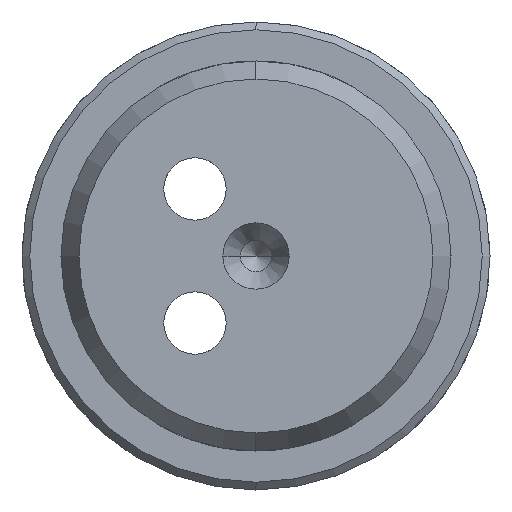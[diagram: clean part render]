
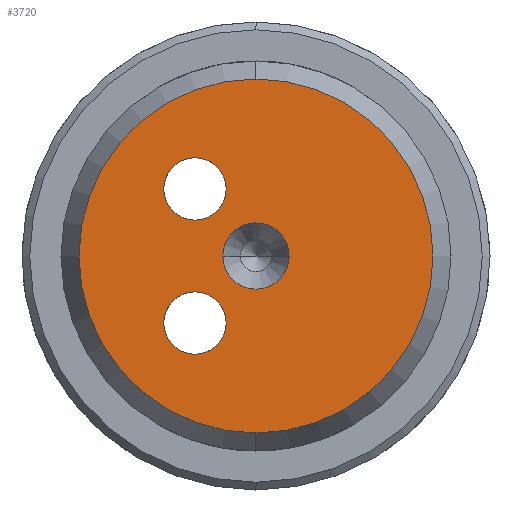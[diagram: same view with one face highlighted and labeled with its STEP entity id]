
A CAD part, left-side view. The second image highlights one B-rep face of the part: STEP entity #3720.
In plain terms, the highlighted planar face has unit normal (-1, 0, 0).
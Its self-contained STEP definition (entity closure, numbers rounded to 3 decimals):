
#19 = CARTESIAN_POINT ( 'NONE',  ( -129., 12.5, 0. ) ) ;
#58 = DIRECTION ( 'NONE',  ( 0., 0., -1. ) ) ;
#60 = EDGE_CURVE ( 'NONE', #1032, #1320, #3249, .T. ) ;
#84 = EDGE_CURVE ( 'NONE', #1308, #1457, #1026, .T. ) ;
#118 = EDGE_CURVE ( 'NONE', #1320, #1032, #2425, .T. ) ;
#258 = CARTESIAN_POINT ( 'NONE',  ( -129., 0., -11.345 ) ) ;
#303 = EDGE_CURVE ( 'NONE', #1457, #1308, #2301, .T. ) ;
#308 = DIRECTION ( 'NONE',  ( 0., 1., 0. ) ) ;
#309 = VERTEX_POINT ( 'NONE', #258 ) ;
#314 = FACE_OUTER_BOUND ( 'NONE', #522, .T. ) ;
#387 = DIRECTION ( 'NONE',  ( 0., 0., -1. ) ) ;
#475 = AXIS2_PLACEMENT_3D ( 'NONE', #3189, #545, #1691 ) ;
#522 = EDGE_LOOP ( 'NONE', ( #552, #2162 ) ) ;
#533 = CARTESIAN_POINT ( 'NONE',  ( -129., 3.912, 4.297 ) ) ;
#545 = DIRECTION ( 'NONE',  ( -1., 0., 0. ) ) ;
#552 = ORIENTED_EDGE ( 'NONE', *, *, #3674, .T. ) ;
#571 = DIRECTION ( 'NONE',  ( 0., 0., -1. ) ) ;
#600 = AXIS2_PLACEMENT_3D ( 'NONE', #2019, #3222, #571 ) ;
#816 = ORIENTED_EDGE ( 'NONE', *, *, #303, .T. ) ;
#850 = AXIS2_PLACEMENT_3D ( 'NONE', #962, #2116, #3319 ) ;
#962 = CARTESIAN_POINT ( 'NONE',  ( -129., 3.912, 4.297 ) ) ;
#1007 = CARTESIAN_POINT ( 'NONE',  ( -129., -2.125, 0. ) ) ;
#1026 = CIRCLE ( 'NONE', #850, 2. ) ;
#1032 = VERTEX_POINT ( 'NONE', #1501 ) ;
#1054 = CIRCLE ( 'NONE', #3711, 2.125 ) ;
#1176 = ORIENTED_EDGE ( 'NONE', *, *, #60, .T. ) ;
#1188 = DIRECTION ( 'NONE',  ( 1., 0., 0. ) ) ;
#1250 = CARTESIAN_POINT ( 'NONE',  ( -129., 0., 0. ) ) ;
#1308 = VERTEX_POINT ( 'NONE', #2902 ) ;
#1320 = VERTEX_POINT ( 'NONE', #1714 ) ;
#1449 = CIRCLE ( 'NONE', #3619, 2.125 ) ;
#1457 = VERTEX_POINT ( 'NONE', #1511 ) ;
#1467 = FACE_BOUND ( 'NONE', #3255, .T. ) ;
#1490 = ORIENTED_EDGE ( 'NONE', *, *, #84, .T. ) ;
#1492 = EDGE_CURVE ( 'NONE', #2824, #2068, #1449, .T. ) ;
#1501 = CARTESIAN_POINT ( 'NONE',  ( -129., 3.912, -6.297 ) ) ;
#1504 = CARTESIAN_POINT ( 'NONE',  ( -129., 3.912, -4.297 ) ) ;
#1511 = CARTESIAN_POINT ( 'NONE',  ( -129., 3.912, 2.297 ) ) ;
#1513 = ORIENTED_EDGE ( 'NONE', *, *, #118, .T. ) ;
#1682 = DIRECTION ( 'NONE',  ( 1., 0., 0. ) ) ;
#1691 = DIRECTION ( 'NONE',  ( 0., 0., -1. ) ) ;
#1714 = CARTESIAN_POINT ( 'NONE',  ( -129., 3.912, -2.297 ) ) ;
#1729 = CARTESIAN_POINT ( 'NONE',  ( -129., 0., 0. ) ) ;
#1740 = FACE_BOUND ( 'NONE', #1782, .T. ) ;
#1782 = EDGE_LOOP ( 'NONE', ( #1176, #1513 ) ) ;
#1791 = AXIS2_PLACEMENT_3D ( 'NONE', #1504, #2694, #58 ) ;
#1819 = CARTESIAN_POINT ( 'NONE',  ( -129., 3.912, -4.297 ) ) ;
#1849 = EDGE_CURVE ( 'NONE', #2311, #309, #3444, .T. ) ;
#2019 = CARTESIAN_POINT ( 'NONE',  ( -129., 0., 0. ) ) ;
#2068 = VERTEX_POINT ( 'NONE', #1007 ) ;
#2116 = DIRECTION ( 'NONE',  ( 1., 0., 0. ) ) ;
#2162 = ORIENTED_EDGE ( 'NONE', *, *, #1849, .T. ) ;
#2244 = AXIS2_PLACEMENT_3D ( 'NONE', #533, #1682, #2891 ) ;
#2253 = CIRCLE ( 'NONE', #600, 11.345 ) ;
#2301 = CIRCLE ( 'NONE', #2244, 2. ) ;
#2311 = VERTEX_POINT ( 'NONE', #3223 ) ;
#2353 = DIRECTION ( 'NONE',  ( 0., 0., -1. ) ) ;
#2371 = AXIS2_PLACEMENT_3D ( 'NONE', #1819, #3019, #387 ) ;
#2417 = DIRECTION ( 'NONE',  ( 1., 0., 0. ) ) ;
#2425 = CIRCLE ( 'NONE', #2371, 2. ) ;
#2569 = AXIS2_PLACEMENT_3D ( 'NONE', #19, #1188, #2353 ) ;
#2648 = PLANE ( 'NONE',  #2569 ) ;
#2694 = DIRECTION ( 'NONE',  ( 1., 0., 0. ) ) ;
#2803 = ORIENTED_EDGE ( 'NONE', *, *, #1492, .T. ) ;
#2824 = VERTEX_POINT ( 'NONE', #3370 ) ;
#2891 = DIRECTION ( 'NONE',  ( 0., 0., -1. ) ) ;
#2902 = CARTESIAN_POINT ( 'NONE',  ( -129., 3.912, 6.297 ) ) ;
#2941 = DIRECTION ( 'NONE',  ( 1., 0., 0. ) ) ;
#2947 = FACE_BOUND ( 'NONE', #3154, .T. ) ;
#2986 = EDGE_CURVE ( 'NONE', #2068, #2824, #1054, .T. ) ;
#3019 = DIRECTION ( 'NONE',  ( 1., 0., 0. ) ) ;
#3154 = EDGE_LOOP ( 'NONE', ( #816, #1490 ) ) ;
#3189 = CARTESIAN_POINT ( 'NONE',  ( -129., 0., 0. ) ) ;
#3222 = DIRECTION ( 'NONE',  ( -1., 0., 0. ) ) ;
#3223 = CARTESIAN_POINT ( 'NONE',  ( -129., 0., 11.345 ) ) ;
#3249 = CIRCLE ( 'NONE', #1791, 2. ) ;
#3255 = EDGE_LOOP ( 'NONE', ( #3782, #2803 ) ) ;
#3319 = DIRECTION ( 'NONE',  ( 0., 0., -1. ) ) ;
#3370 = CARTESIAN_POINT ( 'NONE',  ( -129., 2.125, 0. ) ) ;
#3444 = CIRCLE ( 'NONE', #475, 11.345 ) ;
#3619 = AXIS2_PLACEMENT_3D ( 'NONE', #1250, #2417, #3621 ) ;
#3621 = DIRECTION ( 'NONE',  ( 0., 1., 0. ) ) ;
#3674 = EDGE_CURVE ( 'NONE', #309, #2311, #2253, .T. ) ;
#3711 = AXIS2_PLACEMENT_3D ( 'NONE', #1729, #2941, #308 ) ;
#3720 = ADVANCED_FACE ( 'NONE', ( #1740, #2947, #314, #1467 ), #2648, .F. ) ;
#3782 = ORIENTED_EDGE ( 'NONE', *, *, #2986, .T. ) ;
